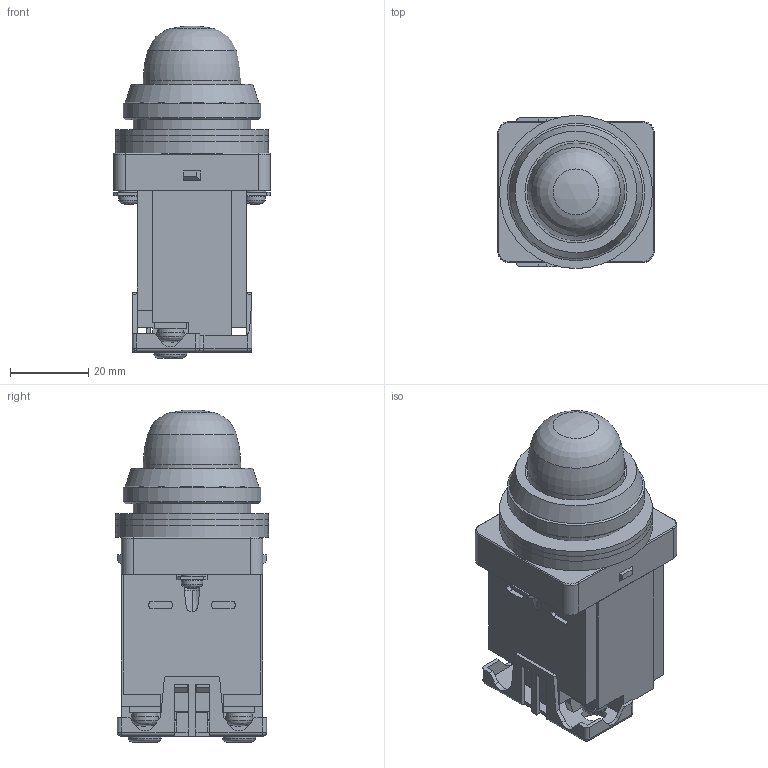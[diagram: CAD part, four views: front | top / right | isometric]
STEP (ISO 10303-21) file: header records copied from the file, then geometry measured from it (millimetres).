
FILE_DESCRIPTION (( 'STEP AP214' ), '1' );
FILE_NAME ('APN1[16][26][46]DN$.STEP', '2021-01-20T02:36:40', ( '' ), ( '' ), 'SwSTEP 2.0', 'SolidWorks 2019', '' );
FILE_SCHEMA (( 'AUTOMOTIVE_DESIGN' ));
Length unit declared in the file: millimetre
Products named in the file (7): N-VL3; APN1[16][26][46]DN_BODY; OG-11; APN1[16][26][46]DN$; OW-12; TWR-0#6-APN; OW-11
Assembly tree (7 placements, depth 2):
  APN1[16][26][46]DN$
    APN1[16][26][46]DN_BODY
    OW-12
    OW-11  x2
    OG-11
    TWR-0#6-APN
    N-VL3
Bounding box: 40 x 39 x 84.61 mm (x, y, z)
Volume: 78767.7 mm3; surface area: 26123.1 mm2
Topology: 10 solids, 10 shells, 347 faces, 893 edges, 572 vertices
Faces by surface type: plane 221, cylinder 90, bspline 22, cone 7, torus 6, sphere 1
Full cylindrical faces by diameter (mm): 3 x2, 3.5 x2, 5.5 x4, 5.8 x2, 6.2 x2, 6.6 x2, 8.4 x2, 24.8 x1, 26 x1, 29.5 x3, 30 x2, 31 x1, 35 x1, 39 x3
Entity records: 11223 total; most frequent: CARTESIAN_POINT 2756, DIRECTION 1652, ORIENTED_EDGE 1650, EDGE_CURVE 825, VECTOR 610, LINE 610, VERTEX_POINT 557, AXIS2_PLACEMENT_3D 521
